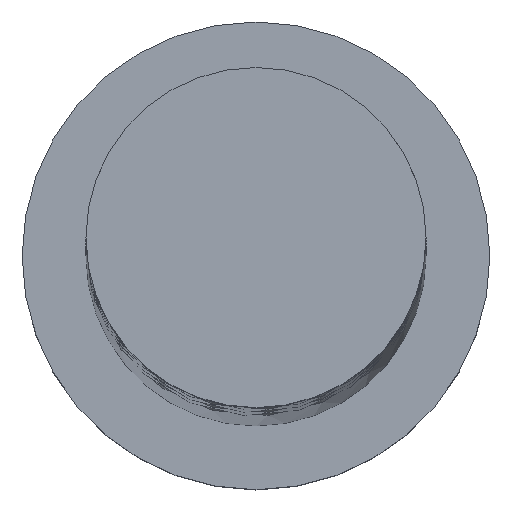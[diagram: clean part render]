
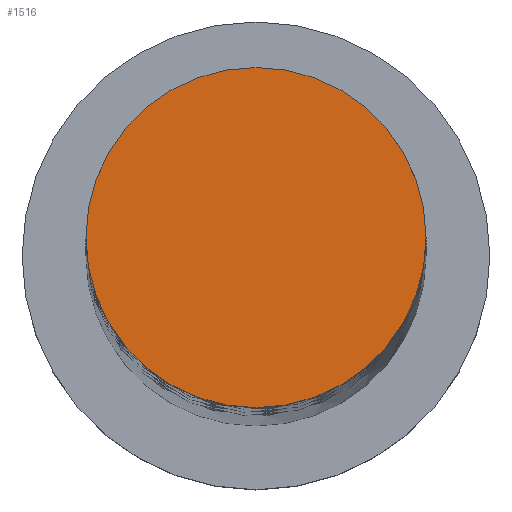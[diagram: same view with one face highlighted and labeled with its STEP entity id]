
A CAD part, top view. The second image highlights one B-rep face of the part: STEP entity #1516.
In plain terms, the highlighted planar face has unit normal (0, 0, 1).
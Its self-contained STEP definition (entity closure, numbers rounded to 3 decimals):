
#3 = DIRECTION ( 'NONE',  ( 0., 0., 1. ) ) ;
#28 = AXIS2_PLACEMENT_3D ( 'NONE', #2082, #1059, #688 ) ;
#186 = AXIS2_PLACEMENT_3D ( 'NONE', #428, #1291, #1122 ) ;
#317 = EDGE_LOOP ( 'NONE', ( #622, #2011 ) ) ;
#390 = AXIS2_PLACEMENT_3D ( 'NONE', #965, #3, #611 ) ;
#428 = CARTESIAN_POINT ( 'NONE',  ( 0., 0., 500. ) ) ;
#432 = CARTESIAN_POINT ( 'NONE',  ( 8., 0., 500. ) ) ;
#456 = CIRCLE ( 'NONE', #28, 8. ) ;
#501 = EDGE_CURVE ( 'NONE', #1260, #1387, #1327, .T. ) ;
#611 = DIRECTION ( 'NONE',  ( 1., 0., 0. ) ) ;
#622 = ORIENTED_EDGE ( 'NONE', *, *, #501, .T. ) ;
#688 = DIRECTION ( 'NONE',  ( 1., 0., 0. ) ) ;
#701 = EDGE_CURVE ( 'NONE', #1387, #1260, #456, .T. ) ;
#965 = CARTESIAN_POINT ( 'NONE',  ( 0., 0., 500. ) ) ;
#1059 = DIRECTION ( 'NONE',  ( 0., 0., 1. ) ) ;
#1122 = DIRECTION ( 'NONE',  ( 1., 0., 0. ) ) ;
#1128 = FACE_OUTER_BOUND ( 'NONE', #317, .T. ) ;
#1260 = VERTEX_POINT ( 'NONE', #1669 ) ;
#1291 = DIRECTION ( 'NONE',  ( 0., 0., 1. ) ) ;
#1327 = CIRCLE ( 'NONE', #186, 8. ) ;
#1387 = VERTEX_POINT ( 'NONE', #432 ) ;
#1516 = ADVANCED_FACE ( 'NONE', ( #1128 ), #1632, .T. ) ;
#1632 = PLANE ( 'NONE',  #390 ) ;
#1669 = CARTESIAN_POINT ( 'NONE',  ( -8., 0., 500. ) ) ;
#2011 = ORIENTED_EDGE ( 'NONE', *, *, #701, .T. ) ;
#2082 = CARTESIAN_POINT ( 'NONE',  ( 0., 0., 500. ) ) ;
